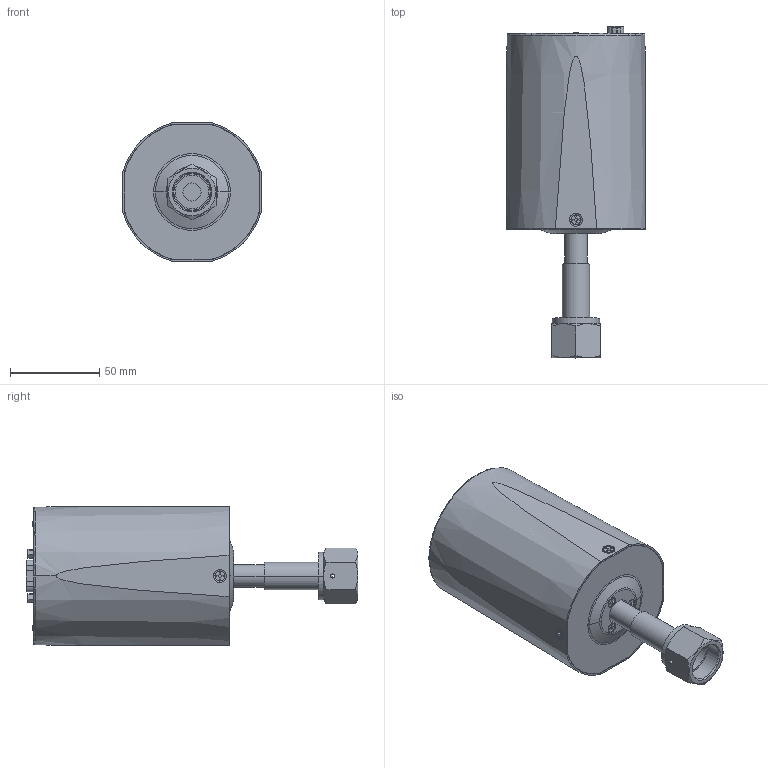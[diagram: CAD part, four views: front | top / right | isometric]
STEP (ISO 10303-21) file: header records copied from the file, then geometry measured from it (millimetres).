
FILE_DESCRIPTION (( 'STEP AP214' ), '1' );
FILE_NAME ('CMX-0-XXX-1-4.STEP', '2023-02-09T17:58:27', ( '' ), ( '' ), 'SwSTEP 2.0', 'SolidWorks 2020', '' );
FILE_SCHEMA (( 'AUTOMOTIVE_DESIGN' ));
Length unit declared in the file: inch
Products named in the file (1): CMX-0-XXX-1-4
Bounding box: 77.44 x 185.76 x 77.44 mm (x, y, z)
Volume: 72334.5 mm3; surface area: 106774 mm2
Topology: 24 solids, 24 shells, 2368 faces, 6293 edges, 4128 vertices
Faces by surface type: plane 1402, cylinder 432, bspline 286, cone 132, torus 106, sphere 10
Entity records: 90970 total; most frequent: CARTESIAN_POINT 32808, ORIENTED_EDGE 12578, DIRECTION 10860, EDGE_CURVE 6289, VECTOR 4232, LINE 4232, VERTEX_POINT 4128, AXIS2_PLACEMENT_3D 3314
